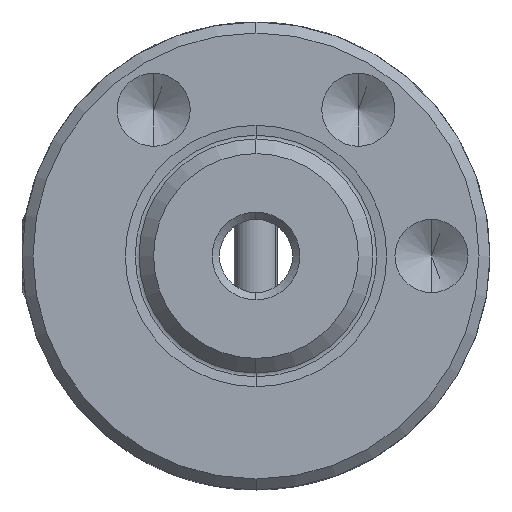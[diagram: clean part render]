
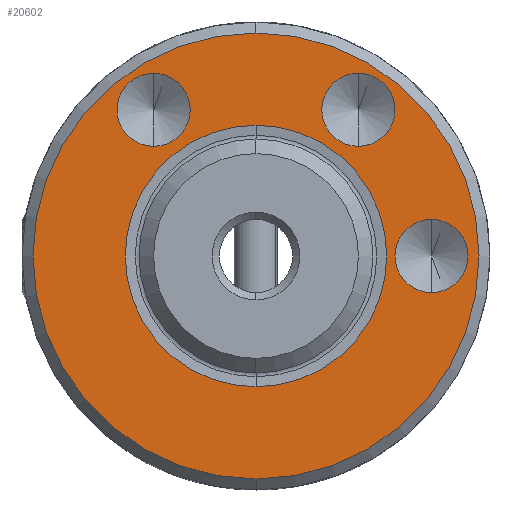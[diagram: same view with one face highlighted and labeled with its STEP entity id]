
A CAD part, left-side view. The second image highlights one B-rep face of the part: STEP entity #20602.
In plain terms, the highlighted planar face has unit normal (-1, 0, 0).
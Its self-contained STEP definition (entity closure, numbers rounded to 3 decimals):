
#353 = DIRECTION ( 'NONE',  ( -1., 0., 0. ) ) ;
#758 = EDGE_LOOP ( 'NONE', ( #31129, #12641 ) ) ;
#1345 = DIRECTION ( 'NONE',  ( -1., 0., 0. ) ) ;
#1568 = CIRCLE ( 'NONE', #15975, 2.5 ) ;
#1594 = CARTESIAN_POINT ( 'NONE',  ( -32., 0., 0. ) ) ;
#1815 = CARTESIAN_POINT ( 'NONE',  ( -32., 0., -8.94 ) ) ;
#2290 = CARTESIAN_POINT ( 'NONE',  ( -32., 0., 0. ) ) ;
#2325 = CARTESIAN_POINT ( 'NONE',  ( -32., 0., 8.94 ) ) ;
#2377 = AXIS2_PLACEMENT_3D ( 'NONE', #13690, #18857, #16068 ) ;
#2497 = AXIS2_PLACEMENT_3D ( 'NONE', #26714, #6421, #4212 ) ;
#2764 = AXIS2_PLACEMENT_3D ( 'NONE', #8722, #1345, #21333 ) ;
#2878 = EDGE_CURVE ( 'NONE', #18022, #11061, #19913, .T. ) ;
#3709 = PLANE ( 'NONE',  #24143 ) ;
#3924 = DIRECTION ( 'NONE',  ( -1., 0., 0. ) ) ;
#4212 = DIRECTION ( 'NONE',  ( 0., 0., -1. ) ) ;
#4322 = CARTESIAN_POINT ( 'NONE',  ( -32., 0., -15.25 ) ) ;
#4434 = AXIS2_PLACEMENT_3D ( 'NONE', #29605, #14562, #29713 ) ;
#4567 = ORIENTED_EDGE ( 'NONE', *, *, #11291, .F. ) ;
#5539 = VERTEX_POINT ( 'NONE', #6620 ) ;
#5744 = CARTESIAN_POINT ( 'NONE',  ( -32., 7., 10. ) ) ;
#6007 = CIRCLE ( 'NONE', #2497, 15.25 ) ;
#6421 = DIRECTION ( 'NONE',  ( 1., 0., 0. ) ) ;
#6620 = CARTESIAN_POINT ( 'NONE',  ( -32., 7., 12.5 ) ) ;
#6673 = CIRCLE ( 'NONE', #2377, 2.5 ) ;
#8247 = FACE_OUTER_BOUND ( 'NONE', #758, .T. ) ;
#8319 = CARTESIAN_POINT ( 'NONE',  ( -32., -12., -2.5 ) ) ;
#8645 = DIRECTION ( 'NONE',  ( 0., 0., -1. ) ) ;
#8702 = CIRCLE ( 'NONE', #4434, 15.25 ) ;
#8722 = CARTESIAN_POINT ( 'NONE',  ( -32., -12., 0. ) ) ;
#9009 = EDGE_LOOP ( 'NONE', ( #31033, #28482 ) ) ;
#9799 = DIRECTION ( 'NONE',  ( 0., 0., 1. ) ) ;
#9818 = AXIS2_PLACEMENT_3D ( 'NONE', #15921, #28483, #13546 ) ;
#10242 = CARTESIAN_POINT ( 'NONE',  ( -32., 7., 7.5 ) ) ;
#11061 = VERTEX_POINT ( 'NONE', #17722 ) ;
#11291 = EDGE_CURVE ( 'NONE', #19724, #5539, #20416, .T. ) ;
#11407 = FACE_BOUND ( 'NONE', #9009, .T. ) ;
#11990 = DIRECTION ( 'NONE',  ( -1., 0., 0. ) ) ;
#12324 = CARTESIAN_POINT ( 'NONE',  ( -32., 0., 15.25 ) ) ;
#12405 = EDGE_LOOP ( 'NONE', ( #14101, #14286 ) ) ;
#12641 = ORIENTED_EDGE ( 'NONE', *, *, #18478, .F. ) ;
#12945 = VERTEX_POINT ( 'NONE', #32093 ) ;
#13364 = FACE_BOUND ( 'NONE', #28013, .T. ) ;
#13500 = VERTEX_POINT ( 'NONE', #1815 ) ;
#13546 = DIRECTION ( 'NONE',  ( 0., 0., 1. ) ) ;
#13690 = CARTESIAN_POINT ( 'NONE',  ( -32., -12., 0. ) ) ;
#13715 = VERTEX_POINT ( 'NONE', #4322 ) ;
#14101 = ORIENTED_EDGE ( 'NONE', *, *, #21683, .T. ) ;
#14286 = ORIENTED_EDGE ( 'NONE', *, *, #18529, .T. ) ;
#14360 = AXIS2_PLACEMENT_3D ( 'NONE', #28630, #3924, #23917 ) ;
#14562 = DIRECTION ( 'NONE',  ( 1., 0., 0. ) ) ;
#15327 = CIRCLE ( 'NONE', #2764, 2.5 ) ;
#15673 = FACE_BOUND ( 'NONE', #23797, .T. ) ;
#15921 = CARTESIAN_POINT ( 'NONE',  ( -32., -7., 10. ) ) ;
#15975 = AXIS2_PLACEMENT_3D ( 'NONE', #21888, #11990, #9799 ) ;
#16068 = DIRECTION ( 'NONE',  ( 0., 0., 1. ) ) ;
#16273 = VERTEX_POINT ( 'NONE', #12324 ) ;
#17722 = CARTESIAN_POINT ( 'NONE',  ( -32., -7., 7.5 ) ) ;
#18022 = VERTEX_POINT ( 'NONE', #28019 ) ;
#18445 = EDGE_CURVE ( 'NONE', #12945, #26420, #15327, .T. ) ;
#18478 = EDGE_CURVE ( 'NONE', #16273, #13715, #8702, .T. ) ;
#18529 = EDGE_CURVE ( 'NONE', #13500, #23799, #27831, .T. ) ;
#18635 = CARTESIAN_POINT ( 'NONE',  ( -32., 15.25, 0. ) ) ;
#18857 = DIRECTION ( 'NONE',  ( -1., 0., 0. ) ) ;
#19536 = EDGE_CURVE ( 'NONE', #5539, #19724, #1568, .T. ) ;
#19724 = VERTEX_POINT ( 'NONE', #10242 ) ;
#19789 = ORIENTED_EDGE ( 'NONE', *, *, #18445, .F. ) ;
#19913 = CIRCLE ( 'NONE', #9818, 2.5 ) ;
#20416 = CIRCLE ( 'NONE', #31505, 2.5 ) ;
#20598 = EDGE_CURVE ( 'NONE', #26420, #12945, #6673, .T. ) ;
#20602 = ADVANCED_FACE ( 'NONE', ( #15673, #11407, #13364, #31676, #8247 ), #3709, .T. ) ;
#21333 = DIRECTION ( 'NONE',  ( 0., 0., 1. ) ) ;
#21600 = EDGE_CURVE ( 'NONE', #11061, #18022, #25807, .T. ) ;
#21683 = EDGE_CURVE ( 'NONE', #23799, #13500, #24218, .T. ) ;
#21888 = CARTESIAN_POINT ( 'NONE',  ( -32., 7., 10. ) ) ;
#22060 = DIRECTION ( 'NONE',  ( 1., 0., 0. ) ) ;
#22844 = AXIS2_PLACEMENT_3D ( 'NONE', #2290, #22060, #24819 ) ;
#23196 = DIRECTION ( 'NONE',  ( 0., 0., 1. ) ) ;
#23797 = EDGE_LOOP ( 'NONE', ( #32400, #4567 ) ) ;
#23799 = VERTEX_POINT ( 'NONE', #2325 ) ;
#23917 = DIRECTION ( 'NONE',  ( 0., 0., 1. ) ) ;
#24143 = AXIS2_PLACEMENT_3D ( 'NONE', #18635, #31120, #28733 ) ;
#24218 = CIRCLE ( 'NONE', #29412, 8.94 ) ;
#24819 = DIRECTION ( 'NONE',  ( 0., 0., -1. ) ) ;
#25807 = CIRCLE ( 'NONE', #14360, 2.5 ) ;
#26119 = DIRECTION ( 'NONE',  ( 1., 0., 0. ) ) ;
#26420 = VERTEX_POINT ( 'NONE', #8319 ) ;
#26714 = CARTESIAN_POINT ( 'NONE',  ( -32., 0., 0. ) ) ;
#27683 = EDGE_CURVE ( 'NONE', #13715, #16273, #6007, .T. ) ;
#27831 = CIRCLE ( 'NONE', #22844, 8.94 ) ;
#28013 = EDGE_LOOP ( 'NONE', ( #19789, #31815 ) ) ;
#28019 = CARTESIAN_POINT ( 'NONE',  ( -32., -7., 12.5 ) ) ;
#28482 = ORIENTED_EDGE ( 'NONE', *, *, #21600, .F. ) ;
#28483 = DIRECTION ( 'NONE',  ( -1., 0., 0. ) ) ;
#28630 = CARTESIAN_POINT ( 'NONE',  ( -32., -7., 10. ) ) ;
#28733 = DIRECTION ( 'NONE',  ( 0., 0., 1. ) ) ;
#29412 = AXIS2_PLACEMENT_3D ( 'NONE', #1594, #26119, #8645 ) ;
#29605 = CARTESIAN_POINT ( 'NONE',  ( -32., 0., 0. ) ) ;
#29713 = DIRECTION ( 'NONE',  ( 0., 0., -1. ) ) ;
#31033 = ORIENTED_EDGE ( 'NONE', *, *, #2878, .F. ) ;
#31120 = DIRECTION ( 'NONE',  ( -1., 0., 0. ) ) ;
#31129 = ORIENTED_EDGE ( 'NONE', *, *, #27683, .F. ) ;
#31505 = AXIS2_PLACEMENT_3D ( 'NONE', #5744, #353, #23196 ) ;
#31676 = FACE_BOUND ( 'NONE', #12405, .T. ) ;
#31815 = ORIENTED_EDGE ( 'NONE', *, *, #20598, .F. ) ;
#32093 = CARTESIAN_POINT ( 'NONE',  ( -32., -12., 2.5 ) ) ;
#32400 = ORIENTED_EDGE ( 'NONE', *, *, #19536, .F. ) ;
